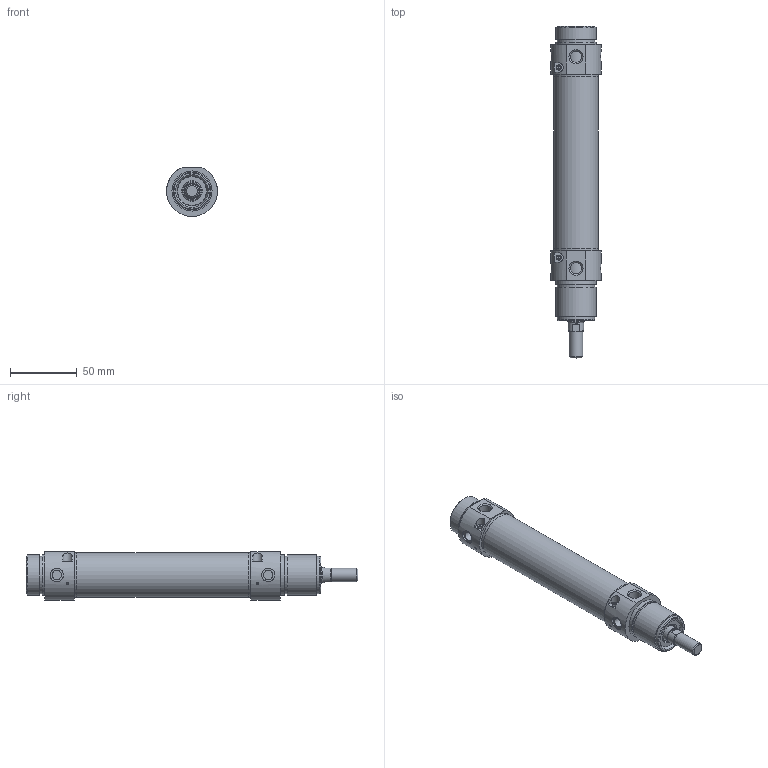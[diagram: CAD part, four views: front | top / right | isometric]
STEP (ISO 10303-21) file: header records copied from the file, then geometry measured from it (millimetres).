
FILE_DESCRIPTION((''),'2;1');
FILE_NAME('IDM032.080.GS.MW.stp','2014-07-15T15:34:22',('carlo.corazza'),(''),'Autodesk Inventor 2012','Autodesk Inventor 2012','');
FILE_SCHEMA(('AUTOMOTIVE_DESIGN { 1 0 10303 214 1 1 1 1 }'));
Length unit declared in the file: millimetre
Products named in the file (5): IDM032..GS.MW; CORPO-080; STELO-080; TA; TP
Assembly tree (4 placements, depth 2):
  IDM032..GS.MW
    CORPO-080
    STELO-080
    TA
    TP
Bounding box: 38 x 248 x 36.5 mm (x, y, z)
Volume: 106852.4 mm3; surface area: 53720.1 mm2
Topology: 7 solids, 8 shells, 205 faces, 431 edges, 274 vertices
Faces by surface type: plane 74, cylinder 67, cone 39, torus 15, revolution 8, sphere 2
Full cylindrical faces by diameter (mm): 1.8 x7, 2 x2, 2.2 x4, 2.459 x2, 3.4 x4, 3.5 x4, 6.917 x4, 8 x1, 8.566 x2, 10 x5, 11 x1, 11.5 x1, 12 x1, 12.8 x1, 12.847 x1, 17.5 x1, 18 x1, 22 x3, 28 x4, 30 x4, 32 x1, 33.6 x3
Entity records: 5433 total; most frequent: CARTESIAN_POINT 1275, DIRECTION 876, ORIENTED_EDGE 558, AXIS2_PLACEMENT_3D 412, EDGE_LOOP 363, EDGE_CURVE 279, VERTEX_POINT 230, FACE_OUTER_BOUND 205
